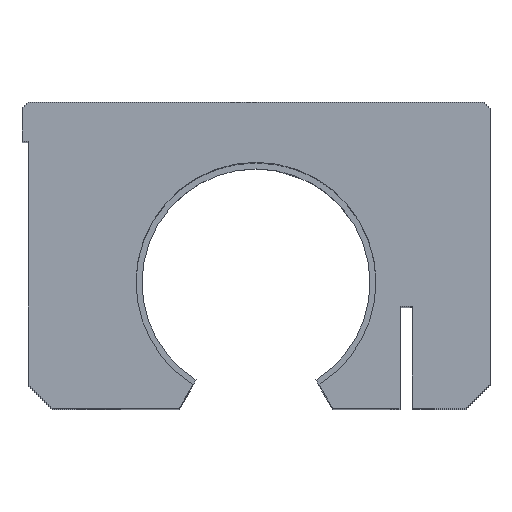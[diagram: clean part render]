
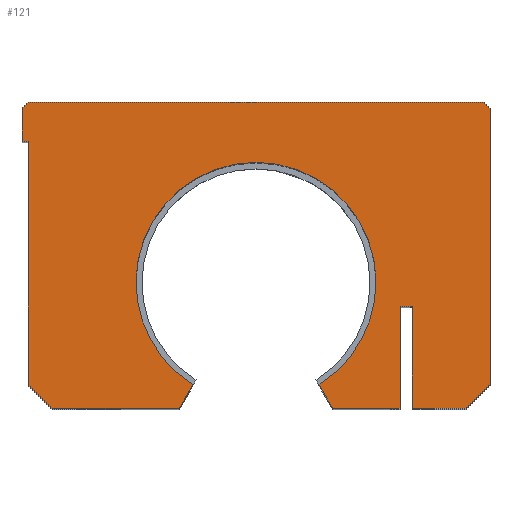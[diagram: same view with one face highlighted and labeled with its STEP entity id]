
A CAD part, top view. The second image highlights one B-rep face of the part: STEP entity #121.
In plain terms, the highlighted planar face has unit normal (0, 0, 1).
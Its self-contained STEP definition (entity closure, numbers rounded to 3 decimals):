
#121 = ADVANCED_FACE( '', ( #285 ), #286, .T. );
#285 = FACE_OUTER_BOUND( '', #536, .T. );
#286 = PLANE( '', #537 );
#536 = EDGE_LOOP( '', ( #1026, #1027, #1028, #1029, #1030, #1031, #1032, #1033, #1034, #1035, #1036, #1037, #1038, #1039, #1040, #1041, #1042, #1043, #1044 ) );
#537 = AXIS2_PLACEMENT_3D( '', #1045, #1046, #1047 );
#1026 = ORIENTED_EDGE( '', *, *, #1771, .T. );
#1027 = ORIENTED_EDGE( '', *, *, #1781, .F. );
#1028 = ORIENTED_EDGE( '', *, *, #1782, .T. );
#1029 = ORIENTED_EDGE( '', *, *, #1783, .T. );
#1030 = ORIENTED_EDGE( '', *, *, #1784, .T. );
#1031 = ORIENTED_EDGE( '', *, *, #1785, .F. );
#1032 = ORIENTED_EDGE( '', *, *, #1786, .F. );
#1033 = ORIENTED_EDGE( '', *, *, #1787, .F. );
#1034 = ORIENTED_EDGE( '', *, *, #1788, .F. );
#1035 = ORIENTED_EDGE( '', *, *, #1789, .F. );
#1036 = ORIENTED_EDGE( '', *, *, #1790, .F. );
#1037 = ORIENTED_EDGE( '', *, *, #1791, .F. );
#1038 = ORIENTED_EDGE( '', *, *, #1792, .F. );
#1039 = ORIENTED_EDGE( '', *, *, #1793, .F. );
#1040 = ORIENTED_EDGE( '', *, *, #1794, .F. );
#1041 = ORIENTED_EDGE( '', *, *, #1795, .F. );
#1042 = ORIENTED_EDGE( '', *, *, #1778, .T. );
#1043 = ORIENTED_EDGE( '', *, *, #1697, .T. );
#1044 = ORIENTED_EDGE( '', *, *, #1796, .T. );
#1045 = CARTESIAN_POINT( '', ( 0., 0., 130. ) );
#1046 = DIRECTION( '', ( 0., 0., 1. ) );
#1047 = DIRECTION( '', ( 1., 0., 0. ) );
#1697 = EDGE_CURVE( '', #2054, #2051, #2055, .T. );
#1771 = EDGE_CURVE( '', #2176, #2174, #2177, .T. );
#1778 = EDGE_CURVE( '', #2187, #2054, #2188, .T. );
#1781 = EDGE_CURVE( '', #2192, #2174, #2193, .T. );
#1782 = EDGE_CURVE( '', #2192, #2194, #2195, .T. );
#1783 = EDGE_CURVE( '', #2194, #2196, #2197, .T. );
#1784 = EDGE_CURVE( '', #2196, #2198, #2199, .T. );
#1785 = EDGE_CURVE( '', #2200, #2198, #2201, .T. );
#1786 = EDGE_CURVE( '', #2202, #2200, #2203, .T. );
#1787 = EDGE_CURVE( '', #2204, #2202, #2205, .T. );
#1788 = EDGE_CURVE( '', #2206, #2204, #2207, .T. );
#1789 = EDGE_CURVE( '', #2208, #2206, #2209, .T. );
#1790 = EDGE_CURVE( '', #2210, #2208, #2211, .T. );
#1791 = EDGE_CURVE( '', #2212, #2210, #2213, .T. );
#1792 = EDGE_CURVE( '', #2214, #2212, #2215, .T. );
#1793 = EDGE_CURVE( '', #2216, #2214, #2217, .T. );
#1794 = EDGE_CURVE( '', #2218, #2216, #2219, .T. );
#1795 = EDGE_CURVE( '', #2187, #2218, #2220, .T. );
#1796 = EDGE_CURVE( '', #2051, #2176, #2221, .T. );
#2051 = VERTEX_POINT( '', #2580 );
#2054 = VERTEX_POINT( '', #2584 );
#2055 = CIRCLE( '', #2585, 20. );
#2174 = VERTEX_POINT( '', #2927 );
#2176 = VERTEX_POINT( '', #2930 );
#2177 = LINE( '', #2931, #2932 );
#2187 = VERTEX_POINT( '', #2948 );
#2188 = LINE( '', #2949, #2950 );
#2192 = VERTEX_POINT( '', #2956 );
#2193 = LINE( '', #2957, #2958 );
#2194 = VERTEX_POINT( '', #2959 );
#2195 = LINE( '', #2960, #2961 );
#2196 = VERTEX_POINT( '', #2962 );
#2197 = LINE( '', #2963, #2964 );
#2198 = VERTEX_POINT( '', #2965 );
#2199 = LINE( '', #2966, #2967 );
#2200 = VERTEX_POINT( '', #2968 );
#2201 = LINE( '', #2969, #2970 );
#2202 = VERTEX_POINT( '', #2971 );
#2203 = LINE( '', #2972, #2973 );
#2204 = VERTEX_POINT( '', #2974 );
#2205 = LINE( '', #2975, #2976 );
#2206 = VERTEX_POINT( '', #2977 );
#2207 = LINE( '', #2978, #2979 );
#2208 = VERTEX_POINT( '', #2980 );
#2209 = LINE( '', #2981, #2982 );
#2210 = VERTEX_POINT( '', #2983 );
#2211 = LINE( '', #2984, #2985 );
#2212 = VERTEX_POINT( '', #2986 );
#2213 = LINE( '', #2987, #2988 );
#2214 = VERTEX_POINT( '', #2989 );
#2215 = LINE( '', #2990, #2991 );
#2216 = VERTEX_POINT( '', #2992 );
#2217 = LINE( '', #2993, #2994 );
#2218 = VERTEX_POINT( '', #2995 );
#2219 = LINE( '', #2996, #2997 );
#2220 = LINE( '', #2998, #2999 );
#2221 = CIRCLE( '', #3000, 20. );
#2580 = CARTESIAN_POINT( '', ( 0., 41., 130. ) );
#2584 = CARTESIAN_POINT( '', ( -10.5, 3.978, 130. ) );
#2585 = AXIS2_PLACEMENT_3D( '', #3433, #3434, #3435 );
#2927 = CARTESIAN_POINT( '', ( 12.797, 0., 130. ) );
#2930 = CARTESIAN_POINT( '', ( 10.5, 3.978, 130. ) );
#2931 = CARTESIAN_POINT( '', ( 11.486, 2.271, 130. ) );
#2932 = VECTOR( '', #3577, 1. );
#2948 = CARTESIAN_POINT( '', ( -12.797, 0., 130. ) );
#2949 = CARTESIAN_POINT( '', ( -4.799, 13.853, 130. ) );
#2950 = VECTOR( '', #3584, 1. );
#2956 = CARTESIAN_POINT( '', ( 24., 0., 130. ) );
#2957 = CARTESIAN_POINT( '', ( -34., 0., 130. ) );
#2958 = VECTOR( '', #3587, 1. );
#2959 = CARTESIAN_POINT( '', ( 24., 17., 130. ) );
#2960 = CARTESIAN_POINT( '', ( 24., 0., 130. ) );
#2961 = VECTOR( '', #3588, 1. );
#2962 = CARTESIAN_POINT( '', ( 26., 17., 130. ) );
#2963 = CARTESIAN_POINT( '', ( 13., 17., 130. ) );
#2964 = VECTOR( '', #3589, 1. );
#2965 = CARTESIAN_POINT( '', ( 26., 0., 130. ) );
#2966 = CARTESIAN_POINT( '', ( 26., 0., 130. ) );
#2967 = VECTOR( '', #3590, 1. );
#2968 = CARTESIAN_POINT( '', ( 35., 0., 130. ) );
#2969 = CARTESIAN_POINT( '', ( -34., 0., 130. ) );
#2970 = VECTOR( '', #3591, 1. );
#2971 = CARTESIAN_POINT( '', ( 39., 4., 130. ) );
#2972 = CARTESIAN_POINT( '', ( 35., 0., 130. ) );
#2973 = VECTOR( '', #3592, 1. );
#2974 = CARTESIAN_POINT( '', ( 39., 50., 130. ) );
#2975 = CARTESIAN_POINT( '', ( 39., 4., 130. ) );
#2976 = VECTOR( '', #3593, 1. );
#2977 = CARTESIAN_POINT( '', ( 38., 51., 130. ) );
#2978 = CARTESIAN_POINT( '', ( 39., 50., 130. ) );
#2979 = VECTOR( '', #3594, 1. );
#2980 = CARTESIAN_POINT( '', ( -38., 51., 130. ) );
#2981 = CARTESIAN_POINT( '', ( 38., 51., 130. ) );
#2982 = VECTOR( '', #3595, 1. );
#2983 = CARTESIAN_POINT( '', ( -39., 50., 130. ) );
#2984 = CARTESIAN_POINT( '', ( -38., 51., 130. ) );
#2985 = VECTOR( '', #3596, 1. );
#2986 = CARTESIAN_POINT( '', ( -39., 44.5, 130. ) );
#2987 = CARTESIAN_POINT( '', ( -39., 50., 130. ) );
#2988 = VECTOR( '', #3597, 1. );
#2989 = CARTESIAN_POINT( '', ( -38., 44.5, 130. ) );
#2990 = CARTESIAN_POINT( '', ( -39., 44.5, 130. ) );
#2991 = VECTOR( '', #3598, 1. );
#2992 = CARTESIAN_POINT( '', ( -38., 4., 130. ) );
#2993 = CARTESIAN_POINT( '', ( -38., 44.5, 130. ) );
#2994 = VECTOR( '', #3599, 1. );
#2995 = CARTESIAN_POINT( '', ( -34., 0., 130. ) );
#2996 = CARTESIAN_POINT( '', ( -38., 4., 130. ) );
#2997 = VECTOR( '', #3600, 1. );
#2998 = CARTESIAN_POINT( '', ( -34., 0., 130. ) );
#2999 = VECTOR( '', #3601, 1. );
#3000 = AXIS2_PLACEMENT_3D( '', #3602, #3603, #3604 );
#3433 = CARTESIAN_POINT( '', ( 0., 21., 130. ) );
#3434 = DIRECTION( '', ( 0., 0., -1. ) );
#3435 = DIRECTION( '', ( 0., 1., 0. ) );
#3577 = DIRECTION( '', ( 0.5, -0.866, 0. ) );
#3584 = DIRECTION( '', ( 0.5, 0.866, 0. ) );
#3587 = DIRECTION( '', ( -1., 0., 0. ) );
#3588 = DIRECTION( '', ( 0., 1., 0. ) );
#3589 = DIRECTION( '', ( 1., 0., 0. ) );
#3590 = DIRECTION( '', ( 0., -1., 0. ) );
#3591 = DIRECTION( '', ( -1., 0., 0. ) );
#3592 = DIRECTION( '', ( -0.707, -0.707, 0. ) );
#3593 = DIRECTION( '', ( 0., -1., 0. ) );
#3594 = DIRECTION( '', ( 0.707, -0.707, 0. ) );
#3595 = DIRECTION( '', ( 1., 0., 0. ) );
#3596 = DIRECTION( '', ( 0.707, 0.707, 0. ) );
#3597 = DIRECTION( '', ( 0., 1., 0. ) );
#3598 = DIRECTION( '', ( -1., 0., 0. ) );
#3599 = DIRECTION( '', ( 0., 1., 0. ) );
#3600 = DIRECTION( '', ( -0.707, 0.707, 0. ) );
#3601 = DIRECTION( '', ( -1., 0., 0. ) );
#3602 = CARTESIAN_POINT( '', ( 0., 21., 130. ) );
#3603 = DIRECTION( '', ( 0., 0., -1. ) );
#3604 = DIRECTION( '', ( 0., 1., 0. ) );
